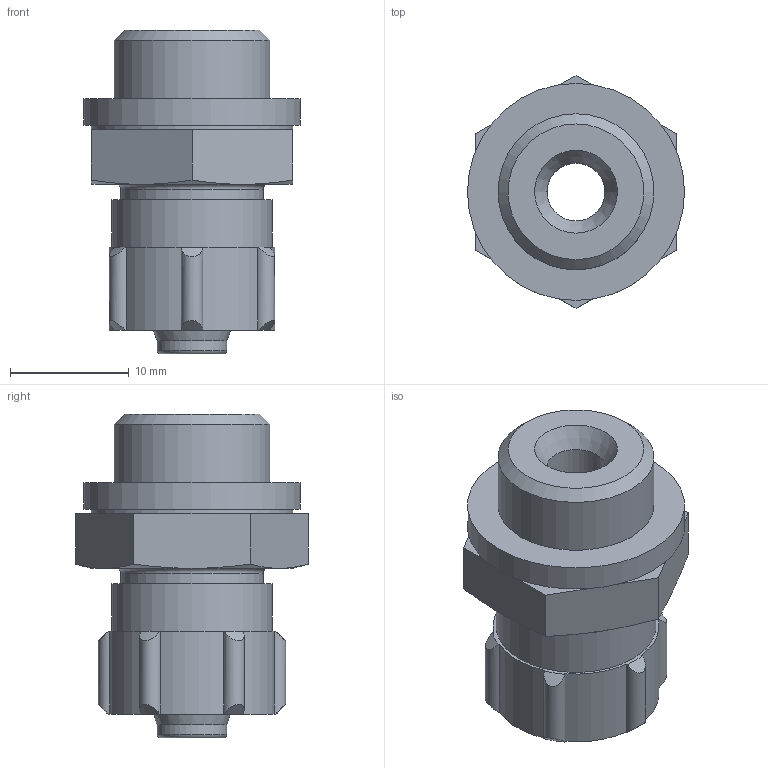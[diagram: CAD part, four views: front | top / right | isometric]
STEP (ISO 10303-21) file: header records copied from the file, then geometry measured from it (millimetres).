
FILE_DESCRIPTION(/* description */ ('STEP AP214'),/* implementation_level */ '2;1');
FILE_NAME(/* name */ '2030_CK-1_4-PK-6',/* time_stamp */ '2024-08-05T09:48:56+02:00',/* author */ ('License CC BY-ND 4.0'),/* organization */ ('CADENAS'),/* preprocessor_version */ 'ST-DEVELOPER v19.3',/* originating_system */ 'PARTsolutions',/* authorisation */ ' ');
FILE_SCHEMA (('AUTOMOTIVE_DESIGN {1 0 10303 214 3 1 1}'));
Length unit declared in the file: millimetre
Products named in the file (1): 2030 CK-1/4-PK-6
Bounding box: 18.3 x 19.63 x 27.3 mm (x, y, z)
Volume: 3728.3 mm3; surface area: 2613 mm2
Topology: 1 solids, 1 shells, 70 faces, 161 edges, 100 vertices
Faces by surface type: cone 23, cylinder 22, plane 21, torus 4
Full cylindrical faces by diameter (mm): 4.9 x1, 5.9 x1, 6.8 x1, 8.3 x1, 10.917 x1, 12 x1, 13.157 x1, 13.5 x1, 17 x1, 18.3 x1
Entity records: 2484 total; most frequent: CARTESIAN_POINT 441, DIRECTION 344, ORIENTED_EDGE 280, AXIS2_PLACEMENT_3D 157, EDGE_CURVE 140, VERTEX_POINT 98, EDGE_LOOP 98, FACE_BOUND 98
